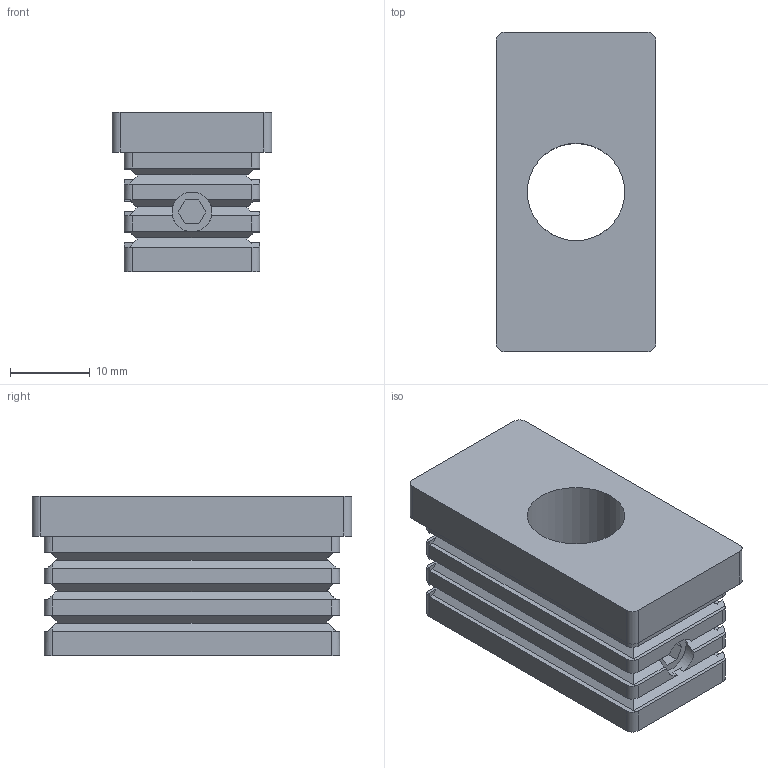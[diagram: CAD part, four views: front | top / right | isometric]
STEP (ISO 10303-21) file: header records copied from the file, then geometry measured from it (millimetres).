
FILE_DESCRIPTION(('STEP AP214'),'1');
FILE_NAME('1830_Cosch_Edelstahltechnik.stp','2018-10-03T19:22:54',(' '),(' '),'Spatial InterOp 3D',' ',' ');
FILE_SCHEMA(('AUTOMOTIVE_DESIGN { 1 0 10303 214 1 1 1 1 }'));
Length unit declared in the file: metre
Products named in the file (1): 1538593694
Bounding box: 20 x 40 x 20 mm (x, y, z)
Volume: 10248.6 mm3; surface area: 5018.3 mm2
Topology: 1 solids, 1 shells, 125 faces, 345 edges, 225 vertices
Faces by surface type: plane 98, cylinder 26, cone 1
Full cylindrical faces by diameter (mm): 5 x1, 12.2 x1
Entity records: 5022 total; most frequent: CARTESIAN_POINT 750, DIRECTION 687, ORIENTED_EDGE 680, EDGE_CURVE 340, LINE 243, VECTOR 243, VERTEX_POINT 223, AXIS2_PLACEMENT_3D 222
